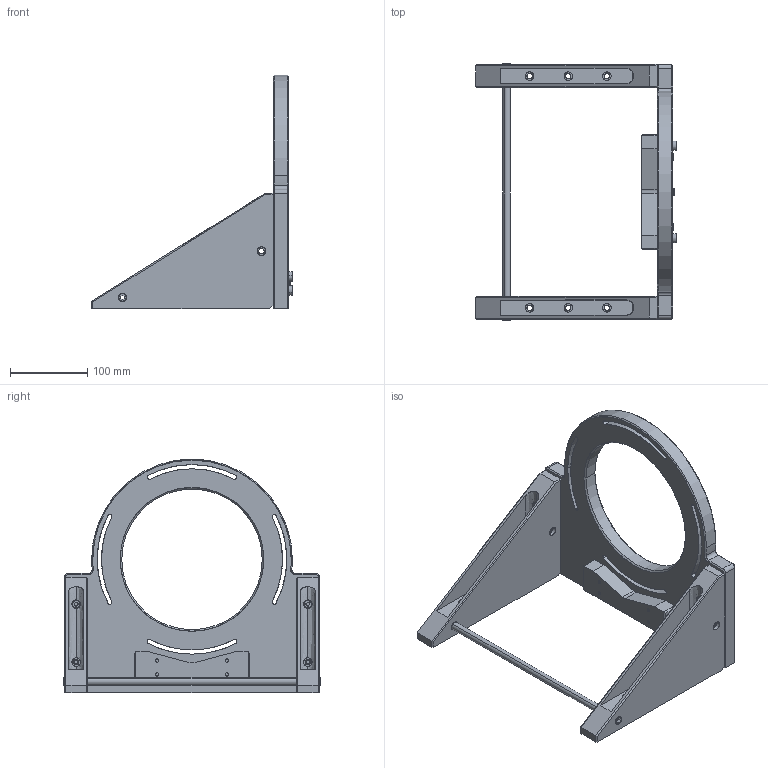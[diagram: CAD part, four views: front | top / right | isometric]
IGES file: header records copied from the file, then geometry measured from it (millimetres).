
Start section: SolidWorks IGES file using analytic representation for surfaces
Global section: file name: DP23190-C_CMHO192R.igs; native system: SolidWorks 2021; preprocessor: SolidWorks 2021; author: lrizzotto; date: 211112.142809; units: millimetre
Bounding box: 260 x 332 x 303.07 mm (x, y, z)
Surface area: 343622.7 mm2 (no closed solid volume)
Topology: 0 solids, 0 shells, 308 faces, 4851 edges, 4851 vertices
Faces by surface type: revolution 155, bspline 153
